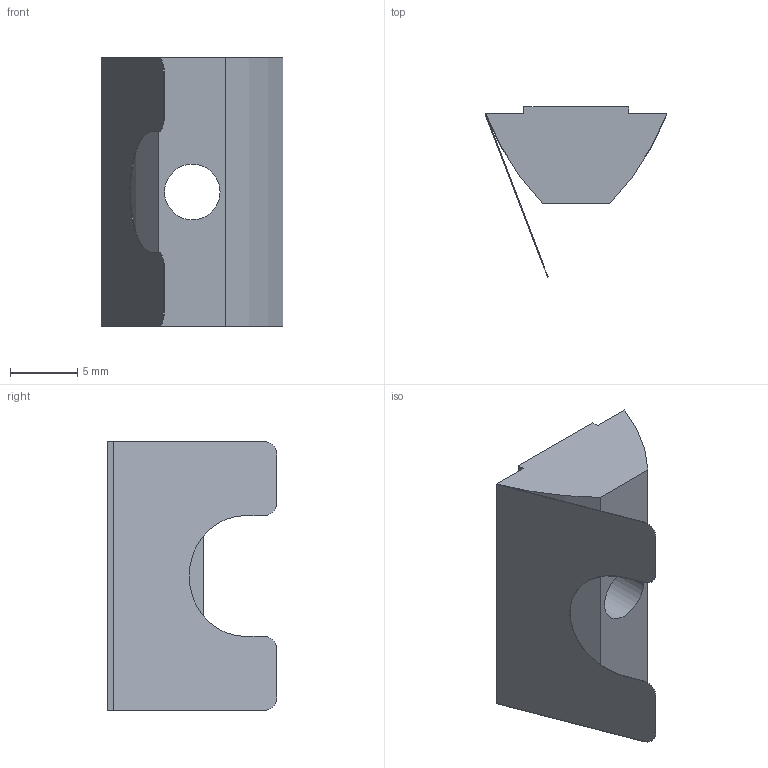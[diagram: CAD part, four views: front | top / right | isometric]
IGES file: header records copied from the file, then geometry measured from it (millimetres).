
Global section: file name: 210452.stp.ipt; native system: Autodesk Inventor 2014; preprocessor: unknown; author: zeman; date: 20151020.095735; units: millimetre
Bounding box: 13.55 x 12.66 x 20 mm (x, y, z)
Volume: 1315.4 mm3; surface area: 1329.7 mm2
Topology: 2 solids, 2 shells, 25 faces, 63 edges, 41 vertices
Faces by surface type: plane 17, cylinder 6, revolution 2
